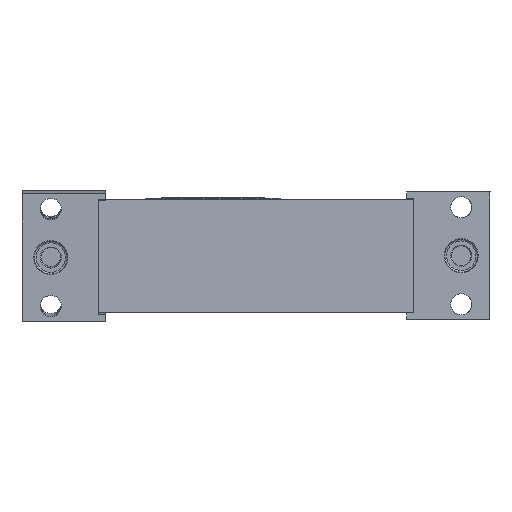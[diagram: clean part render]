
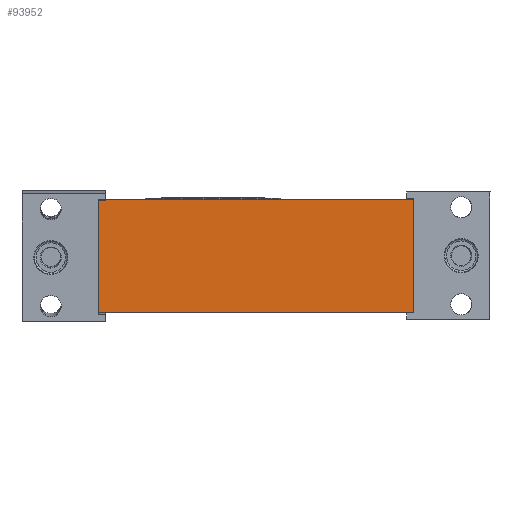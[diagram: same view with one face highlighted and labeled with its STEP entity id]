
A CAD part, front view. The second image highlights one B-rep face of the part: STEP entity #93952.
In plain terms, the highlighted planar face has unit normal (0, -1, 0).
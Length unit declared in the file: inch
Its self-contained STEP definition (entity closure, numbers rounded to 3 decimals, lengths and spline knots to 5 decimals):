
#542 = DIRECTION ( 'NONE',  ( 0., 0., 1. ) ) ;
#2917 = VECTOR ( 'NONE', #542, 39.37008 ) ;
#5220 = ORIENTED_EDGE ( 'NONE', *, *, #24014, .F. ) ;
#7869 = VERTEX_POINT ( 'NONE', #11369 ) ;
#8075 = VECTOR ( 'NONE', #92549, 39.37008 ) ;
#8884 = CARTESIAN_POINT ( 'NONE',  ( 2.40864, -0.92225, 0.5 ) ) ;
#11369 = CARTESIAN_POINT ( 'NONE',  ( 2.40864, -0.92225, 0.5 ) ) ;
#12093 = FACE_OUTER_BOUND ( 'NONE', #23779, .T. ) ;
#15027 = LINE ( 'NONE', #56116, #36792 ) ;
#16747 = ORIENTED_EDGE ( 'NONE', *, *, #67826, .F. ) ;
#20953 = VECTOR ( 'NONE', #66385, 39.37008 ) ;
#21711 = DIRECTION ( 'NONE',  ( 0., 1., 0. ) ) ;
#22010 = EDGE_CURVE ( 'NONE', #27465, #44708, #15027, .T. ) ;
#23779 = EDGE_LOOP ( 'NONE', ( #5220, #83831, #16747, #98680 ) ) ;
#24014 = EDGE_CURVE ( 'NONE', #7869, #27465, #32356, .T. ) ;
#24635 = LINE ( 'NONE', #89939, #2917 ) ;
#27465 = VERTEX_POINT ( 'NONE', #40130 ) ;
#29580 = PLANE ( 'NONE',  #53665 ) ;
#32356 = LINE ( 'NONE', #76056, #8075 ) ;
#36792 = VECTOR ( 'NONE', #89422, 39.37008 ) ;
#40130 = CARTESIAN_POINT ( 'NONE',  ( 2.40864, -0.92225, -0.5 ) ) ;
#44708 = VERTEX_POINT ( 'NONE', #102847 ) ;
#47954 = CARTESIAN_POINT ( 'NONE',  ( -0.37853, -0.92225, 0.5 ) ) ;
#53665 = AXIS2_PLACEMENT_3D ( 'NONE', #70701, #21711, #78931 ) ;
#56116 = CARTESIAN_POINT ( 'NONE',  ( -0.00553, -0.92225, -0.5 ) ) ;
#66385 = DIRECTION ( 'NONE',  ( 1., 0., 0. ) ) ;
#67274 = EDGE_CURVE ( 'NONE', #76413, #7869, #86231, .T. ) ;
#67826 = EDGE_CURVE ( 'NONE', #44708, #76413, #24635, .T. ) ;
#70701 = CARTESIAN_POINT ( 'NONE',  ( 2.32321, -0.92225, -0.5 ) ) ;
#76056 = CARTESIAN_POINT ( 'NONE',  ( 2.40864, -0.92225, -0.5 ) ) ;
#76413 = VERTEX_POINT ( 'NONE', #47954 ) ;
#78931 = DIRECTION ( 'NONE',  ( 1., 0., 0. ) ) ;
#83831 = ORIENTED_EDGE ( 'NONE', *, *, #67274, .F. ) ;
#86231 = LINE ( 'NONE', #8884, #20953 ) ;
#89422 = DIRECTION ( 'NONE',  ( -1., 0., 0. ) ) ;
#89939 = CARTESIAN_POINT ( 'NONE',  ( -0.37853, -0.92225, 0.47244 ) ) ;
#92549 = DIRECTION ( 'NONE',  ( 0., 0., -1. ) ) ;
#93952 = ADVANCED_FACE ( 'NONE', ( #12093 ), #29580, .F. ) ;
#98680 = ORIENTED_EDGE ( 'NONE', *, *, #22010, .F. ) ;
#102847 = CARTESIAN_POINT ( 'NONE',  ( -0.37853, -0.92225, -0.5 ) ) ;
